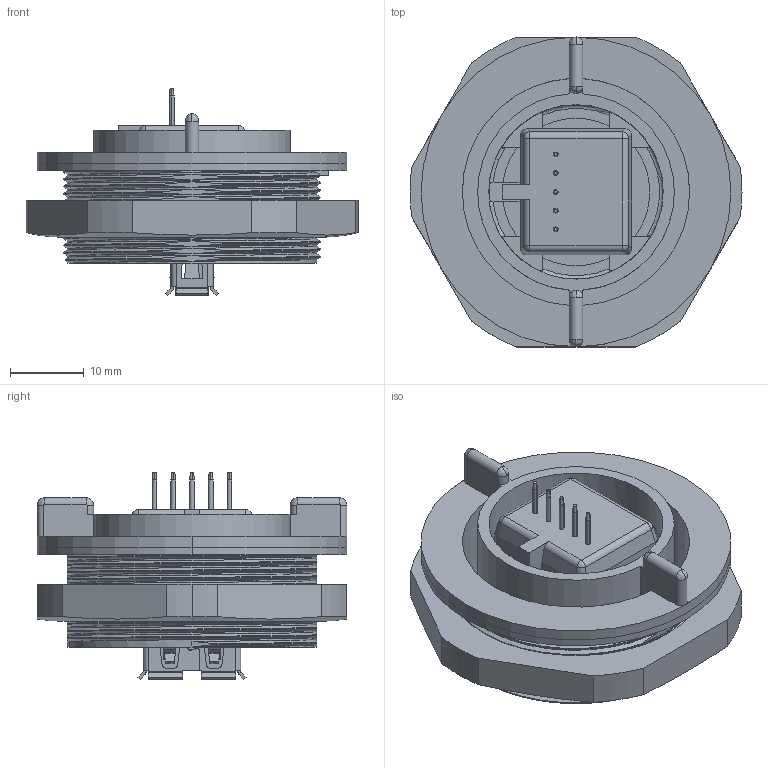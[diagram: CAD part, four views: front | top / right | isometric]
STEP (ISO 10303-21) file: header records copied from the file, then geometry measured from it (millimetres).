
FILE_DESCRIPTION(('STEP AP242'),'1');
FILE_NAME('px0845-a.stp','2023-04-24T23:23:47',('TraceParts'),('TraceParts S.A.'),'Spatial InterOp 3D',' ',' ');
FILE_SCHEMA(('AP242_MANAGED_MODEL_BASED_3D_ENGINEERING_MIM_LF {1 0 10303 442 1 1 4}'));
Length unit declared in the file: millimetre
Products named in the file (1): px0845-a_1
Bounding box: 45 x 42 x 28.02 mm (x, y, z)
Volume: 13381.9 mm3; surface area: 15693.4 mm2
Topology: 5 solids, 5 shells, 735 faces, 1955 edges, 1238 vertices
Faces by surface type: plane 293, cylinder 231, bspline 112, cone 56, torus 35, sphere 8
Entity records: 32099 total; most frequent: CARTESIAN_POINT 14759, ORIENTED_EDGE 3910, DIRECTION 3161, EDGE_CURVE 1955, VERTEX_POINT 1238, AXIS2_PLACEMENT_3D 1077, LINE 1007, VECTOR 1007
